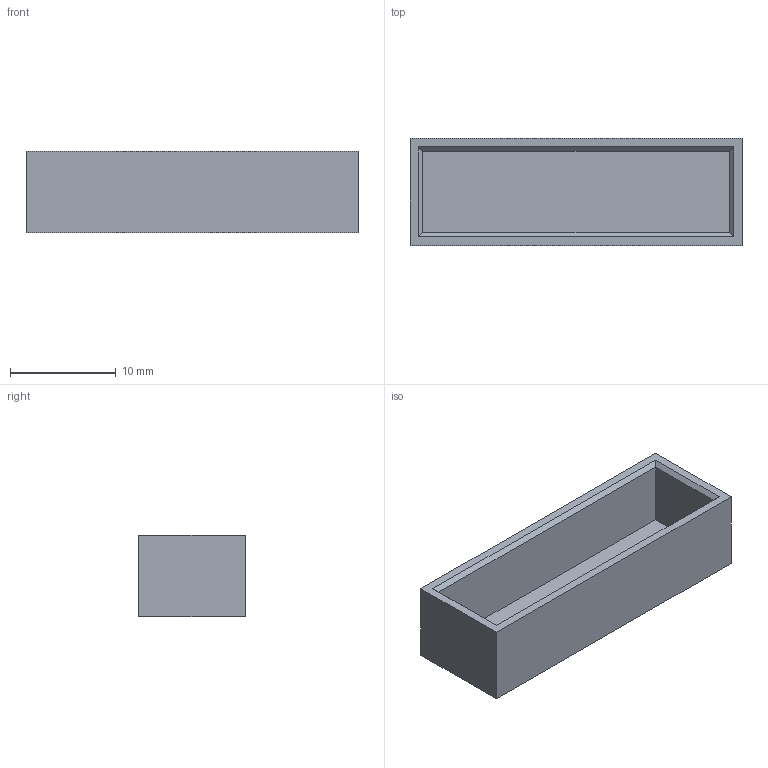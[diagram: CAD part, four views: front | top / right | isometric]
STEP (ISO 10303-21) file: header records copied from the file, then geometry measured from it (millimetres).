
FILE_DESCRIPTION(/* description */ (''),/* implementation_level */ '2;1');
FILE_NAME(/* name */ 'V0.2 4-way JST Fan Bus v7.step',/* time_stamp */ '2023-06-18T15:04:34+12:00',/* author */ (''),/* organization */ (''),/* preprocessor_version */ 'ST-DEVELOPER v19.2',/* originating_system */ 'Autodesk Translation Framework v12.6.0.85',/* authorisation */ '');
FILE_SCHEMA (('AUTOMOTIVE_DESIGN { 1 0 10303 214 3 1 1 }'));
Length unit declared in the file: millimetre
Products named in the file (1): V0.2 Formbot Umbilical Panel Thermistor & 4-way Fan Bus
Bounding box: 31.37 x 10.1 x 7.7 mm (x, y, z)
Volume: 983.7 mm3; surface area: 1732.1 mm2
Topology: 1 solids, 1 shells, 15 faces, 32 edges, 20 vertices
Faces by surface type: plane 15
Entity records: 427 total; most frequent: CARTESIAN_POINT 68, ORIENTED_EDGE 64, DIRECTION 64, LINE 32, VECTOR 32, EDGE_CURVE 32, VERTEX_POINT 20, EDGE_LOOP 16
